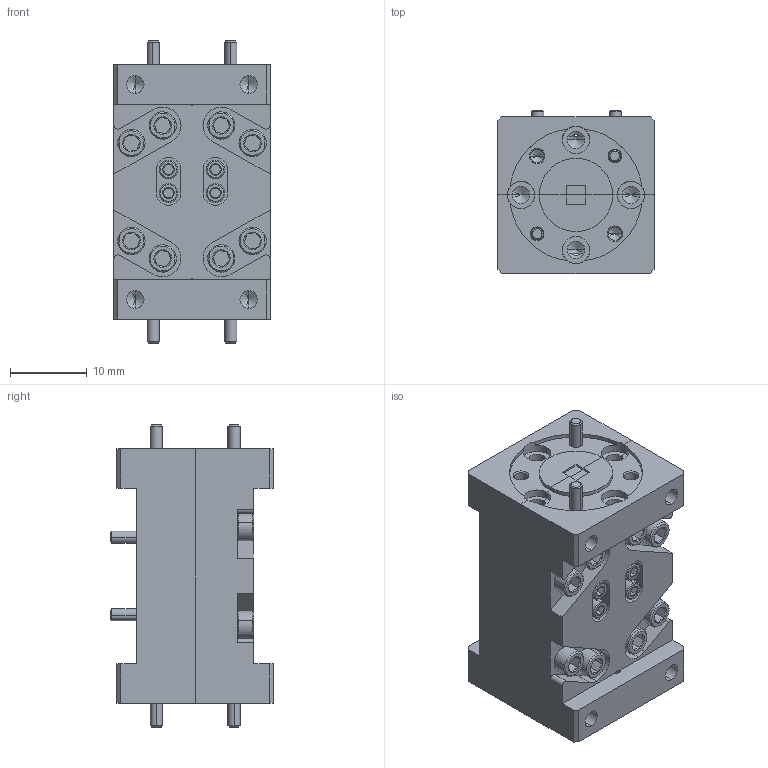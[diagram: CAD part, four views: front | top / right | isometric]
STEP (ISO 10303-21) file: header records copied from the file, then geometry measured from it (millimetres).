
FILE_DESCRIPTION (( 'STEP AP203' ), '1' );
FILE_NAME ('SAT-FW-10010-S1.STEP', '2019-06-28T18:17:13', ( '' ), ( '' ), 'SwSTEP 2.0', 'SolidWorks 2016', '' );
FILE_SCHEMA (( 'CONFIG_CONTROL_DESIGN' ));
Length unit declared in the file: inch
Products named in the file (1): SAT-FW-10010-S1
Bounding box: 20.32 x 21.15 x 39.24 mm (x, y, z)
Volume: 9968.1 mm3; surface area: 7222.6 mm2
Topology: 20 solids, 20 shells, 683 faces, 1562 edges, 912 vertices
Faces by surface type: cone 244, plane 229, cylinder 210
Entity records: 19009 total; most frequent: CARTESIAN_POINT 3590, DIRECTION 3406, ORIENTED_EDGE 2996, EDGE_CURVE 1498, AXIS2_PLACEMENT_3D 1312, VERTEX_POINT 912, VECTOR 782, LINE 782
